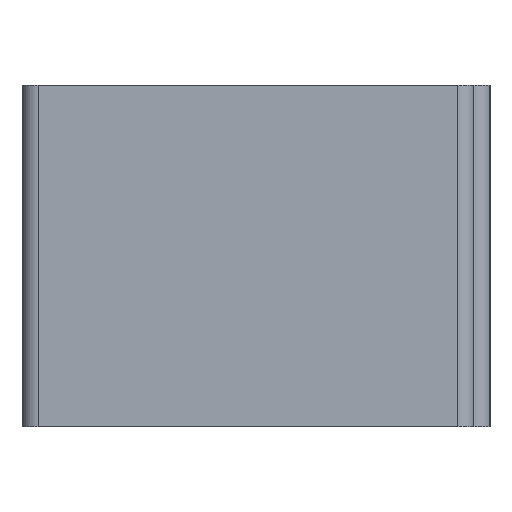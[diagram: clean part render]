
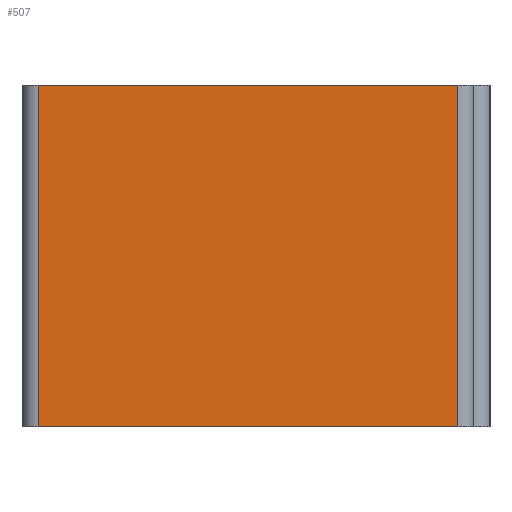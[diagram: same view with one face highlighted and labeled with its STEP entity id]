
A CAD part, left-side view. The second image highlights one B-rep face of the part: STEP entity #507.
In plain terms, the highlighted planar face has unit normal (-1, 0, 0).
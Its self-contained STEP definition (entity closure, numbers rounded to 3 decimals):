
#21=PLANE('',#565);
#39=FACE_OUTER_BOUND('',#67,.T.);
#67=EDGE_LOOP('',(#389,#390,#391,#392));
#108=LINE('',#824,#157);
#109=LINE('',#831,#158);
#110=LINE('',#834,#159);
#111=LINE('',#835,#160);
#157=VECTOR('',#658,10.);
#158=VECTOR('',#667,10.);
#159=VECTOR('',#670,10.);
#160=VECTOR('',#671,10.);
#240=VERTEX_POINT('',#821);
#241=VERTEX_POINT('',#823);
#243=VERTEX_POINT('',#829);
#244=VERTEX_POINT('',#833);
#296=EDGE_CURVE('',#240,#241,#108,.T.);
#300=EDGE_CURVE('',#241,#243,#109,.T.);
#301=EDGE_CURVE('',#244,#240,#110,.T.);
#302=EDGE_CURVE('',#243,#244,#111,.T.);
#389=ORIENTED_EDGE('',*,*,#300,.F.);
#390=ORIENTED_EDGE('',*,*,#296,.F.);
#391=ORIENTED_EDGE('',*,*,#301,.F.);
#392=ORIENTED_EDGE('',*,*,#302,.F.);
#507=ADVANCED_FACE('',(#39),#21,.T.);
#565=AXIS2_PLACEMENT_3D('',#832,#668,#669);
#658=DIRECTION('',(0.,-1.,0.));
#667=DIRECTION('',(0.,0.,-1.));
#668=DIRECTION('center_axis',(-1.,0.,0.));
#669=DIRECTION('ref_axis',(0.,1.,0.));
#670=DIRECTION('',(0.,0.,1.));
#671=DIRECTION('',(0.,1.,0.));
#821=CARTESIAN_POINT('',(-28.,16.8,0.));
#823=CARTESIAN_POINT('',(-28.,1.2,0.));
#824=CARTESIAN_POINT('',(-28.,19.4,0.));
#829=CARTESIAN_POINT('',(-28.,1.2,-12.7));
#831=CARTESIAN_POINT('',(-28.,1.2,0.));
#832=CARTESIAN_POINT('Origin',(-28.,0.6,0.));
#833=CARTESIAN_POINT('',(-28.,16.8,-12.7));
#834=CARTESIAN_POINT('',(-28.,16.8,0.));
#835=CARTESIAN_POINT('',(-28.,19.4,-12.7));
